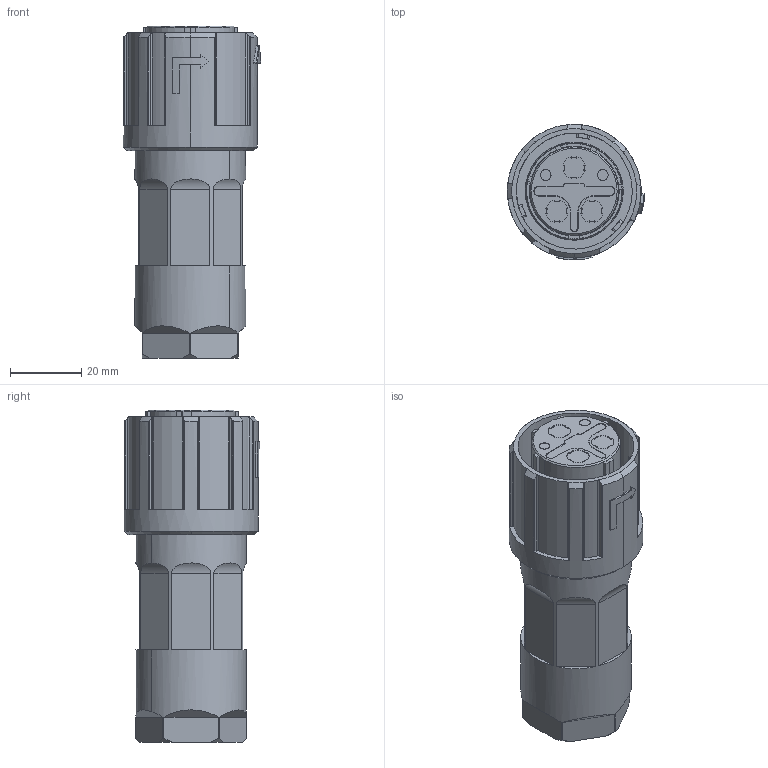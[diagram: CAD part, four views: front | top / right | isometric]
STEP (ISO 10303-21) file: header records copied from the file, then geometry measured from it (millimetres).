
FILE_DESCRIPTION(('CoCreate Modeling STEP Export'),'2;1');
FILE_NAME('HR41-25WBPD-3SC.pkg.stp','2013-07-23T14:57:19',(''),(''),'CoCreate Modeling STEP processor for AP214 (Solid Model)','CoCreate Modeling 17.0 01-Apr-2010 (C) Parametric Technology GmbH','');
FILE_SCHEMA(('AUTOMOTIVE_DESIGN { 1 0 10303 214 1 1 1 1 }'));
Length unit declared in the file: millimetre
Products named in the file (1): HR41-25WBPD-3SC
Bounding box: 38.48 x 38 x 93 mm (x, y, z)
Volume: 71866.8 mm3; surface area: 14728.8 mm2
Topology: 1 solids, 1 shells, 315 faces, 846 edges, 553 vertices
Faces by surface type: plane 141, cylinder 98, cone 51, torus 14, bspline 11
Entity records: 14830 total; most frequent: CARTESIAN_POINT 7224, ORIENTED_EDGE 1692, DIRECTION 1430, EDGE_CURVE 846, VERTEX_POINT 553, AXIS2_PLACEMENT_3D 529, VECTOR 372, LINE 372
